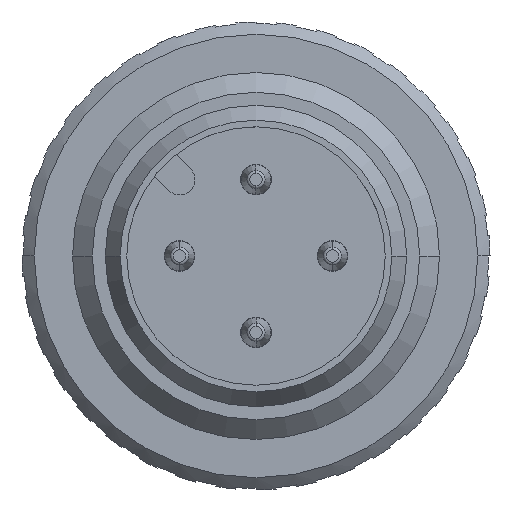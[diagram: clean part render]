
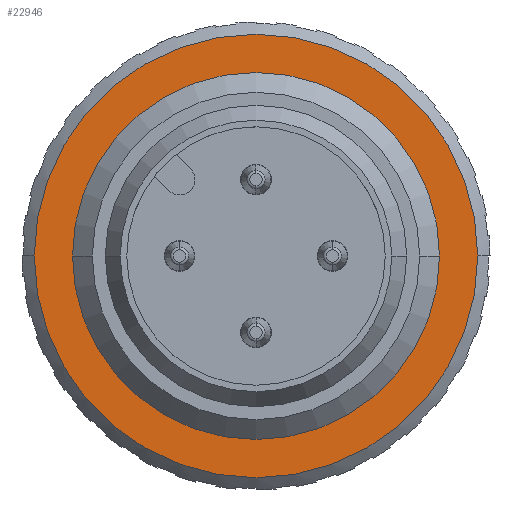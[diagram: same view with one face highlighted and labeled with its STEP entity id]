
A CAD part, front view. The second image highlights one B-rep face of the part: STEP entity #22946.
In plain terms, the highlighted planar face has unit normal (0, -1, 0).
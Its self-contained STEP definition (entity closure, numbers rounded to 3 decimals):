
#60 = DIRECTION ( 'NONE',  ( 1., 0., 0. ) ) ;
#708 = FACE_OUTER_BOUND ( 'NONE', #15780, .T. ) ;
#1246 = AXIS2_PLACEMENT_3D ( 'NONE', #18629, #7602, #60 ) ;
#1486 = DIRECTION ( 'NONE',  ( 0., -1., 0. ) ) ;
#1611 = CIRCLE ( 'NONE', #17597, 6. ) ;
#1689 = PLANE ( 'NONE',  #4779 ) ;
#1784 = EDGE_LOOP ( 'NONE', ( #15113, #12928 ) ) ;
#1797 = EDGE_CURVE ( 'E530', #9073, #19431, #1611, .T. ) ;
#2246 = EDGE_CURVE ( 'E530', #19431, #9073, #18813, .T. ) ;
#4304 = DIRECTION ( 'NONE',  ( 0., -1., 0. ) ) ;
#4779 = AXIS2_PLACEMENT_3D ( 'NONE', #21818, #23726, #21734 ) ;
#5460 = VERTEX_POINT ( 'NONE', #20489 ) ;
#5486 = CARTESIAN_POINT ( 'NONE',  ( 0., -36.15, 0. ) ) ;
#5588 = CARTESIAN_POINT ( 'NONE',  ( 6., -36.15, 0. ) ) ;
#7483 = CARTESIAN_POINT ( 'NONE',  ( -6., -36.15, 0. ) ) ;
#7602 = DIRECTION ( 'NONE',  ( 0., -1., 0. ) ) ;
#8052 = DIRECTION ( 'NONE',  ( 1., 0., 0. ) ) ;
#8856 = ORIENTED_EDGE ( 'NONE', *, *, #9483, .T. ) ;
#9073 = VERTEX_POINT ( 'NONE', #5588 ) ;
#9483 = EDGE_CURVE ( 'E529', #5460, #20905, #15465, .T. ) ;
#10557 = CARTESIAN_POINT ( 'NONE',  ( -7.25, -36.15, 0. ) ) ;
#10671 = FACE_BOUND ( 'NONE', #1784, .T. ) ;
#10951 = EDGE_CURVE ( 'E529', #20905, #5460, #21633, .T. ) ;
#12928 = ORIENTED_EDGE ( 'NONE', *, *, #2246, .F. ) ;
#13793 = DIRECTION ( 'NONE',  ( 1., 0., 0. ) ) ;
#14829 = ORIENTED_EDGE ( 'NONE', *, *, #10951, .T. ) ;
#15113 = ORIENTED_EDGE ( 'NONE', *, *, #1797, .F. ) ;
#15418 = DIRECTION ( 'NONE',  ( 0., -1., 0. ) ) ;
#15465 = CIRCLE ( 'NONE', #18933, 7.25 ) ;
#15780 = EDGE_LOOP ( 'NONE', ( #14829, #8856 ) ) ;
#16095 = AXIS2_PLACEMENT_3D ( 'NONE', #19298, #15418, #13793 ) ;
#17597 = AXIS2_PLACEMENT_3D ( 'NONE', #22810, #4304, #8052 ) ;
#18629 = CARTESIAN_POINT ( 'NONE',  ( 0., -36.15, 0. ) ) ;
#18813 = CIRCLE ( 'NONE', #16095, 6. ) ;
#18933 = AXIS2_PLACEMENT_3D ( 'NONE', #5486, #1486, #19801 ) ;
#19298 = CARTESIAN_POINT ( 'NONE',  ( 0., -36.15, 0. ) ) ;
#19431 = VERTEX_POINT ( 'NONE', #7483 ) ;
#19801 = DIRECTION ( 'NONE',  ( 1., 0., 0. ) ) ;
#20489 = CARTESIAN_POINT ( 'NONE',  ( 7.25, -36.15, 0. ) ) ;
#20905 = VERTEX_POINT ( 'NONE', #10557 ) ;
#21633 = CIRCLE ( 'NONE', #1246, 7.25 ) ;
#21734 = DIRECTION ( 'NONE',  ( 0., 0., -1. ) ) ;
#21818 = CARTESIAN_POINT ( 'NONE',  ( -7.975, -36.15, 7.975 ) ) ;
#22810 = CARTESIAN_POINT ( 'NONE',  ( 0., -36.15, 0. ) ) ;
#22946 = ADVANCED_FACE ( 'F185', ( #708, #10671 ), #1689, .T. ) ;
#23726 = DIRECTION ( 'NONE',  ( 0., -1., 0. ) ) ;
